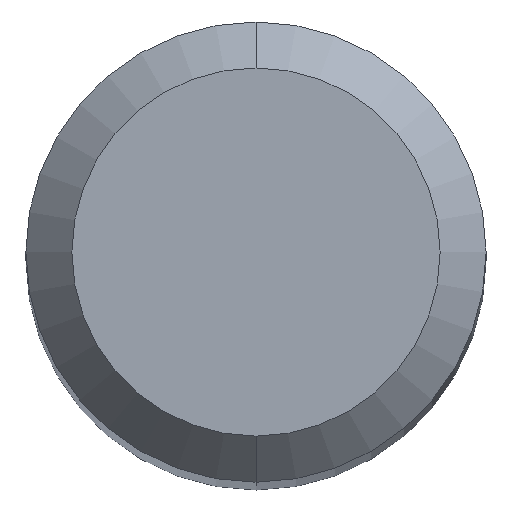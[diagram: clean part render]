
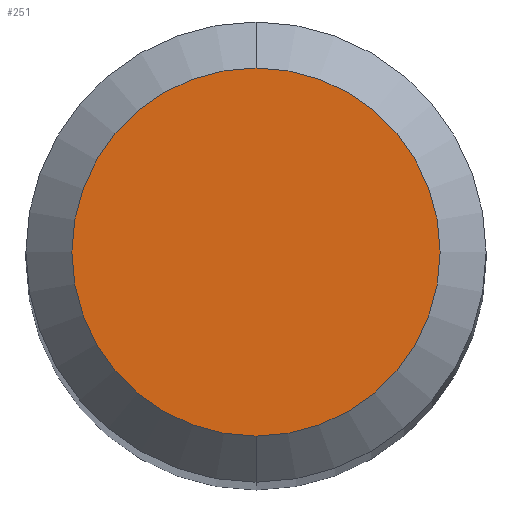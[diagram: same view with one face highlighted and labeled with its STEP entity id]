
A CAD part, top view. The second image highlights one B-rep face of the part: STEP entity #251.
In plain terms, the highlighted planar face has unit normal (0, 0, 1).
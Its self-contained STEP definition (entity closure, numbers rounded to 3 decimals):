
#241=EDGE_CURVE('',#311,#427,#555,.T.);
#251=ADVANCED_FACE('',(#567),#568,.T.);
#273=EDGE_CURVE('',#427,#311,#595,.T.);
#311=VERTEX_POINT('',#638);
#427=VERTEX_POINT('',#760);
#555=CIRCLE('',#948,1.2);
#567=FACE_OUTER_BOUND('',#963,.T.);
#568=PLANE('',#964);
#595=CIRCLE('',#997,1.2);
#638=CARTESIAN_POINT('',(0.,-1.2,0.0));
#760=CARTESIAN_POINT('',(0.0,1.2,0.0));
#948=AXIS2_PLACEMENT_3D('',#1531,#1532,#1533);
#963=EDGE_LOOP('',(#1561,#1562));
#964=AXIS2_PLACEMENT_3D('',#1563,#1564,#1565);
#997=AXIS2_PLACEMENT_3D('',#1611,#1612,#1613);
#1531=CARTESIAN_POINT('',(0.0,0.0,0.0));
#1532=DIRECTION('',(0.0,0.0,-1.0));
#1533=DIRECTION('',(0.0,1.0,0.0));
#1561=ORIENTED_EDGE('',*,*,#273,.F.);
#1562=ORIENTED_EDGE('',*,*,#241,.F.);
#1563=CARTESIAN_POINT('',(0.0,0.6,0.0));
#1564=DIRECTION('',(-0.0,0.0,1.0));
#1565=DIRECTION('',(0.0,-1.0,0.0));
#1611=CARTESIAN_POINT('',(0.0,0.0,0.0));
#1612=DIRECTION('',(0.0,0.0,-1.0));
#1613=DIRECTION('',(0.0,1.0,0.0));
